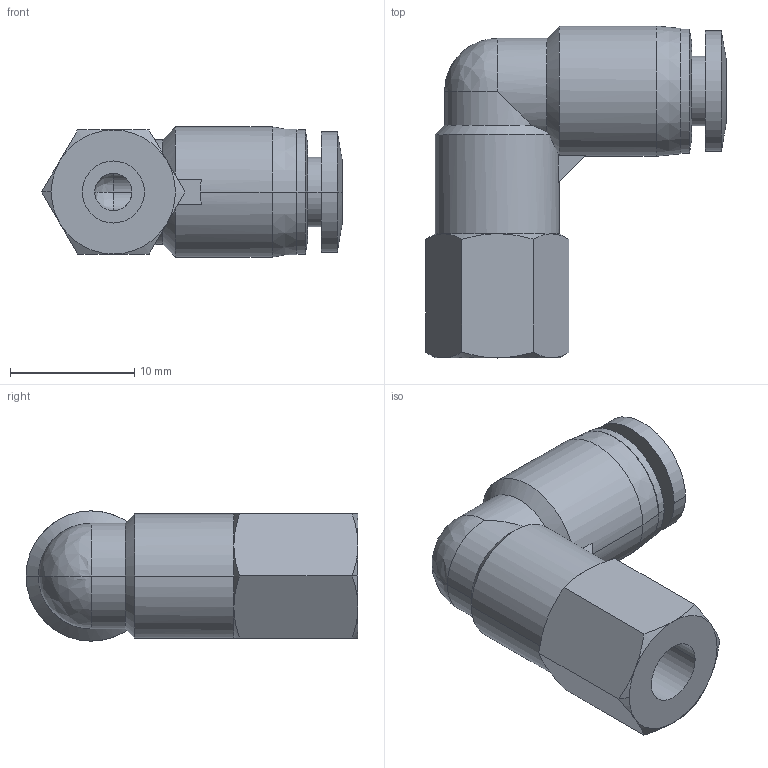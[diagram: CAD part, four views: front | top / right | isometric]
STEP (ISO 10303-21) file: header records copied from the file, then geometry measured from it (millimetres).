
FILE_DESCRIPTION (( 'STEP AP214' ), '1' );
FILE_NAME ('FE4M-M5.step', '2016-02-24T20:32:32', ( '' ), ( '' ), 'SwSTEP 2.0', 'SolidWorks 2015', '' );
FILE_SCHEMA (( 'AUTOMOTIVE_DESIGN' ));
Length unit declared in the file: inch
Products named in the file (1): FE4M-M5
Bounding box: 24.22 x 26.75 x 10.5 mm (x, y, z)
Volume: 2528.4 mm3; surface area: 1962.9 mm2
Topology: 1 solids, 1 shells, 66 faces, 153 edges, 90 vertices
Faces by surface type: cone 23, cylinder 21, plane 16, bspline 4, torus 2
Entity records: 2890 total; most frequent: CARTESIAN_POINT 566, DIRECTION 300, ORIENTED_EDGE 298, EDGE_CURVE 149, AXIS2_PLACEMENT_3D 130, VERTEX_POINT 90, EDGE_LOOP 73, LENGTH_MEASURE_WITH_UNIT 69
